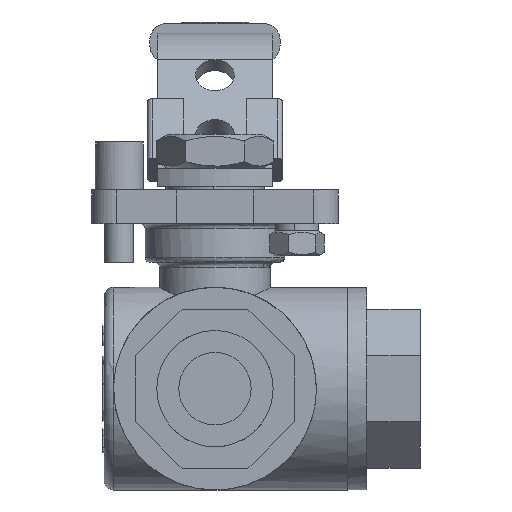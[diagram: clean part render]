
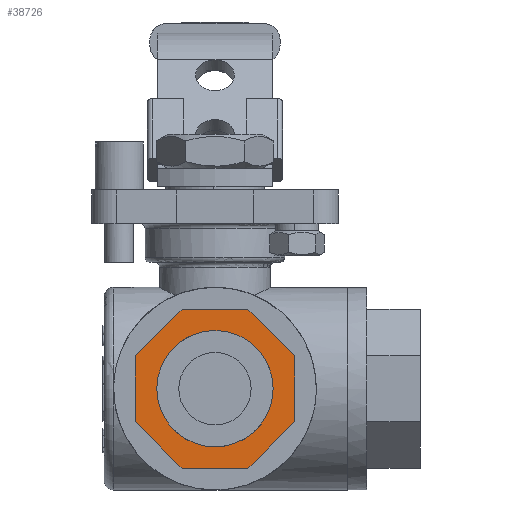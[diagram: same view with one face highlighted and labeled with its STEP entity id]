
A CAD part, left-side view. The second image highlights one B-rep face of the part: STEP entity #38726.
In plain terms, the highlighted planar face has unit normal (-1, 0, 0).
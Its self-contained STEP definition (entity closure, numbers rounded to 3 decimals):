
#38035=CARTESIAN_POINT('',(-42.5,12.059,-2.688));
#38036=VERTEX_POINT('',#38035);
#38045=CARTESIAN_POINT('',(-42.5,-12.059,-2.688));
#38046=VERTEX_POINT('',#38045);
#38047=CARTESIAN_POINT('',(-42.5,0.,-2.688));
#38048=DIRECTION('',(1.,-0.,-0.));
#38049=DIRECTION('',(0.,1.,0.));
#38050=AXIS2_PLACEMENT_3D('',#38047,#38048,#38049);
#38051=CIRCLE('',#38050,12.059);
#38052=EDGE_CURVE('',#38046,#38036,#38051,.T.);
#38054=CARTESIAN_POINT('',(-42.5,0.,-2.688));
#38055=DIRECTION('',(1.,-0.,-0.));
#38056=DIRECTION('',(0.,1.,0.));
#38057=AXIS2_PLACEMENT_3D('',#38054,#38055,#38056);
#38058=CIRCLE('',#38057,12.059);
#38059=EDGE_CURVE('',#38036,#38046,#38058,.T.);
#38474=CARTESIAN_POINT('',(-42.5,16.5,-9.523));
#38475=VERTEX_POINT('',#38474);
#38482=CARTESIAN_POINT('',(-42.5,16.5,4.146));
#38483=VERTEX_POINT('',#38482);
#38484=CARTESIAN_POINT('',(-42.5,16.5,4.146));
#38485=DIRECTION('',(-0.,0.,-1.));
#38486=VECTOR('',#38485,13.669);
#38487=LINE('',#38484,#38486);
#38488=EDGE_CURVE('',#38483,#38475,#38487,.T.);
#38513=CARTESIAN_POINT('',(-42.5,6.835,13.812));
#38514=VERTEX_POINT('',#38513);
#38515=CARTESIAN_POINT('',(-42.5,6.835,13.812));
#38516=DIRECTION('',(0.,0.707,-0.707));
#38517=VECTOR('',#38516,13.669);
#38518=LINE('',#38515,#38517);
#38519=EDGE_CURVE('',#38514,#38483,#38518,.T.);
#38544=CARTESIAN_POINT('',(-42.5,-6.835,13.812));
#38545=VERTEX_POINT('',#38544);
#38546=CARTESIAN_POINT('',(-42.5,-6.835,13.812));
#38547=DIRECTION('',(0.,1.,-0.));
#38548=VECTOR('',#38547,13.669);
#38549=LINE('',#38546,#38548);
#38550=EDGE_CURVE('',#38545,#38514,#38549,.T.);
#38575=CARTESIAN_POINT('',(-42.5,-16.5,4.146));
#38576=VERTEX_POINT('',#38575);
#38577=CARTESIAN_POINT('',(-42.5,-16.5,4.146));
#38578=DIRECTION('',(0.,0.707,0.707));
#38579=VECTOR('',#38578,13.669);
#38580=LINE('',#38577,#38579);
#38581=EDGE_CURVE('',#38576,#38545,#38580,.T.);
#38606=CARTESIAN_POINT('',(-42.5,-16.5,-9.523));
#38607=VERTEX_POINT('',#38606);
#38608=CARTESIAN_POINT('',(-42.5,-16.5,-9.523));
#38609=DIRECTION('',(0.,-0.,1.));
#38610=VECTOR('',#38609,13.669);
#38611=LINE('',#38608,#38610);
#38612=EDGE_CURVE('',#38607,#38576,#38611,.T.);
#38637=CARTESIAN_POINT('',(-42.5,-6.835,-19.188));
#38638=VERTEX_POINT('',#38637);
#38639=CARTESIAN_POINT('',(-42.5,-6.835,-19.188));
#38640=DIRECTION('',(-0.,-0.707,0.707));
#38641=VECTOR('',#38640,13.669);
#38642=LINE('',#38639,#38641);
#38643=EDGE_CURVE('',#38638,#38607,#38642,.T.);
#38668=CARTESIAN_POINT('',(-42.5,6.835,-19.188));
#38669=VERTEX_POINT('',#38668);
#38670=CARTESIAN_POINT('',(-42.5,6.835,-19.188));
#38671=DIRECTION('',(-0.,-1.,-0.));
#38672=VECTOR('',#38671,13.669);
#38673=LINE('',#38670,#38672);
#38674=EDGE_CURVE('',#38669,#38638,#38673,.T.);
#38697=CARTESIAN_POINT('',(-42.5,16.5,-9.523));
#38698=DIRECTION('',(-0.,-0.707,-0.707));
#38699=VECTOR('',#38698,13.669);
#38700=LINE('',#38697,#38699);
#38701=EDGE_CURVE('',#38475,#38669,#38700,.T.);
#38707=CARTESIAN_POINT('',(-42.5,0.,-2.688));
#38708=DIRECTION('',(-1.,0.,0.));
#38709=DIRECTION('',(0.,1.,0.));
#38710=AXIS2_PLACEMENT_3D('',#38707,#38708,#38709);
#38711=PLANE('',#38710);
#38712=ORIENTED_EDGE('',*,*,#38701,.T.);
#38713=ORIENTED_EDGE('',*,*,#38674,.T.);
#38714=ORIENTED_EDGE('',*,*,#38643,.T.);
#38715=ORIENTED_EDGE('',*,*,#38612,.T.);
#38716=ORIENTED_EDGE('',*,*,#38581,.T.);
#38717=ORIENTED_EDGE('',*,*,#38550,.T.);
#38718=ORIENTED_EDGE('',*,*,#38519,.T.);
#38719=ORIENTED_EDGE('',*,*,#38488,.T.);
#38720=EDGE_LOOP('',(#38712,#38713,#38714,#38715,#38716,#38717,#38718,#38719));
#38721=FACE_BOUND('',#38720,.T.);
#38722=ORIENTED_EDGE('',*,*,#38059,.T.);
#38723=ORIENTED_EDGE('',*,*,#38052,.T.);
#38724=EDGE_LOOP('',(#38722,#38723));
#38725=FACE_BOUND('',#38724,.T.);
#38726=ADVANCED_FACE('',(#38721,#38725),#38711,.T.);
